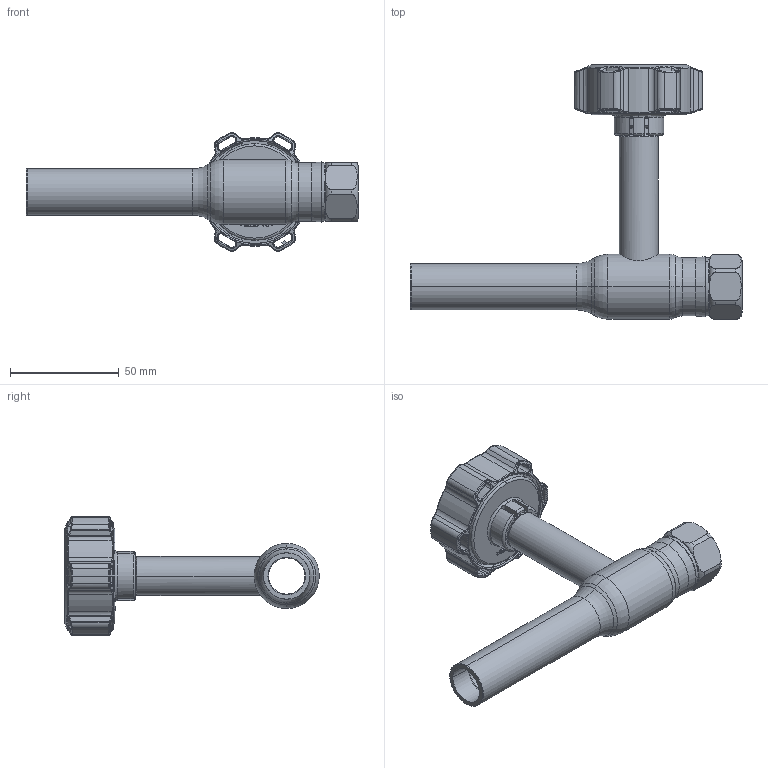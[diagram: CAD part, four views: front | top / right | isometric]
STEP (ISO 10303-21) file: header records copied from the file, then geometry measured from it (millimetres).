
FILE_DESCRIPTION (( 'STEP AP214' ), '1' );
FILE_NAME ('1015003601-2201.step', '2023-09-14T10:15:46', ( '' ), ( '' ), 'SwSTEP 2.0', 'SolidWorks 2021', '' );
FILE_SCHEMA (( 'AUTOMOTIVE_DESIGN' ));
Length unit declared in the file: millimetre
Products named in the file (1): 1015003601-2201
Bounding box: 153 x 117.3 x 54.57 mm (x, y, z)
Surface area: 35091.3 mm2 (no closed solid volume)
Topology: 0 solids, 7 shells, 530 faces, 1509 edges, 964 vertices
Faces by surface type: bspline 170, cylinder 134, plane 89, torus 87, cone 50
Entity records: 32447 total; most frequent: CARTESIAN_POINT 14418, ORIENTED_EDGE 2712, DIRECTION 2155, EDGE_CURVE 1509, VERTEX_POINT 964, AXIS2_PLACEMENT_3D 870, EDGE_LOOP 562, B_SPLINE_CURVE_WITH_KNOTS 555
